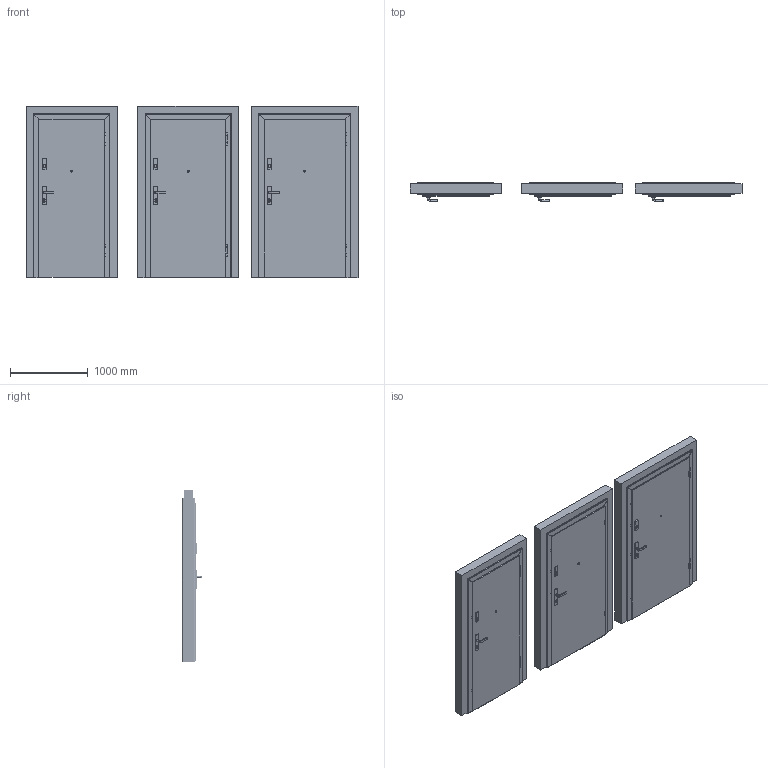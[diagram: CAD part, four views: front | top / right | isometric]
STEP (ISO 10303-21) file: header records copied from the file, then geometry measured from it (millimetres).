
FILE_DESCRIPTION(/* description */ (''),/* implementation_level */ '2;1');
FILE_NAME(/* name */ '050028_A_2-Drzwi antywłamaniowe EXTREME RC3 na ościeżnicy Porta System..stp',/* time_stamp */ '2024-04-30T10:43:27+02:00',/* author */ (''),/* organization */ (''),/* preprocessor_version */ 'ST-DEVELOPER v16',/* originating_system */ 'SIEMENS PLM Software NX 11.0',/* authorisation */ '');
FILE_SCHEMA (('AUTOMOTIVE_DESIGN { 1 0 10303 214 3 1 1 1 }'));
Products named in the file (1): bkni4210EA5Aqui3
Bounding box: 4276 x 245.15 x 2210 mm (x, y, z)
Volume: 654137147.9 mm3; surface area: 53068770.2 mm2
Topology: 207 solids, 219 shells, 5286 faces, 13566 edges, 8907 vertices
Faces by surface type: plane 3171, cylinder 1170, bspline 504, cone 327, torus 102, sphere 12
Full cylindrical faces by diameter (mm): 5 x78, 5.5 x42, 6 x48, 6.5 x36, 6.8 x24, 7 x6, 7.2 x3, 7.5 x24, 9 x6, 9.2 x3, 9.3 x12, 10 x60, 10.5 x36, 11 x42, 14 x12, 16 x12, 18 x9, 19 x12, 22 x3, 26 x3, 30 x6
Entity records: 166558 total; most frequent: CARTESIAN_POINT 41827, ORIENTED_EDGE 24876, DIRECTION 24174, EDGE_CURVE 12438, VERTEX_POINT 8625, LINE 8338, VECTOR 8338, AXIS2_PLACEMENT_3D 7918
